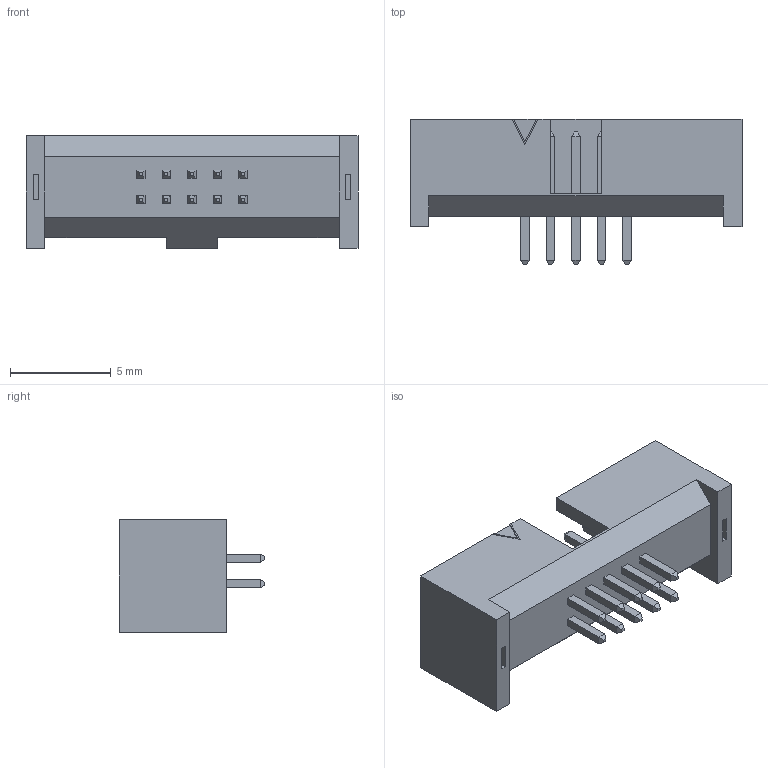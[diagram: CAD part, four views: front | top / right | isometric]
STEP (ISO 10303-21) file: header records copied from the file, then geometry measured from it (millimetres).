
FILE_DESCRIPTION(/* description */ ('STEP AP214'),/* implementation_level */ '2;1');
FILE_NAME(/* name */ 'ESHF-105-01-L-D-TH',/* time_stamp */ '2023-04-07T21:28:03+02:00',/* author */ ('License CC BY-ND 4.0'),/* organization */ ('CADENAS'),/* preprocessor_version */ 'ST-DEVELOPER v19.3',/* originating_system */ 'PARTsolutions',/* authorisation */ ' ');
FILE_SCHEMA (('AUTOMOTIVE_DESIGN {1 0 10303 214 3 1 1}'));
Length unit declared in the file: inch
Products named in the file (5): ESHF-105-01-L-D-TH; ESHF-105-01-L-D-TH_tr; ESHF-105-01-L-D-TH_k; ESHF-105-01-L-D-TH_p; ESHF-105-01-L-D-TH_t
Assembly tree (4 placements, depth 2):
  ESHF-105-01-L-D-TH
    ESHF-105-01-L-D-TH_tr
    ESHF-105-01-L-D-TH_k
    ESHF-105-01-L-D-TH_p
    ESHF-105-01-L-D-TH_t
Bounding box: 16.51 x 7.24 x 5.59 mm (x, y, z)
Volume: 213.9 mm3; surface area: 658.3 mm2
Topology: 3 solids, 3 shells, 245 faces, 631 edges, 395 vertices
Faces by surface type: plane 245
Entity records: 7353 total; most frequent: CARTESIAN_POINT 1276, ORIENTED_EDGE 1262, DIRECTION 1131, EDGE_CURVE 631, LINE 631, VECTOR 631, VERTEX_POINT 394, EDGE_LOOP 267
